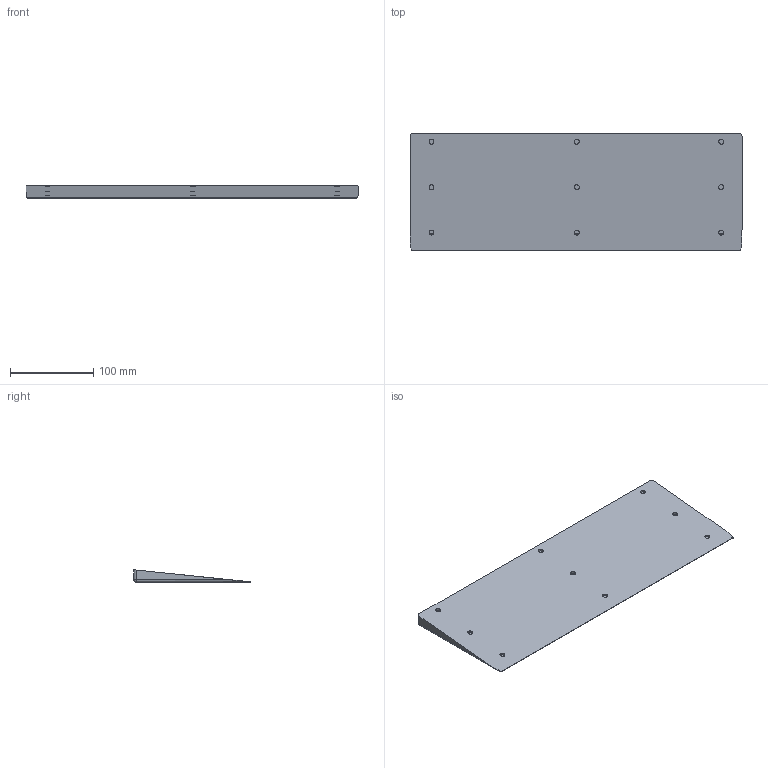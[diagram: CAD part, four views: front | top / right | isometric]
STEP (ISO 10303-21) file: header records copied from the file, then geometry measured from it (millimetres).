
FILE_DESCRIPTION(/* description */ (''),/* implementation_level */ '2;1');
FILE_NAME(/* name */ 'keyboard_stand.step',/* time_stamp */ '2025-07-02T11:52:37+02:00',/* author */ (''),/* organization */ (''),/* preprocessor_version */ 'ST-DEVELOPER v20.1',/* originating_system */ 'Autodesk Translation Framework v14.4.0.0',/* authorisation */ '');
FILE_SCHEMA (('AUTOMOTIVE_DESIGN { 1 0 10303 214 3 1 1 }'));
Length unit declared in the file: millimetre
Products named in the file (1): (Unsaved)
Bounding box: 400 x 140.74 x 15 mm (x, y, z)
Volume: 432480.2 mm3; surface area: 120750.7 mm2
Topology: 1 solids, 1 shells, 35 faces, 69 edges, 44 vertices
Faces by surface type: plane 17, cylinder 16, sphere 2
Full cylindrical faces by diameter (mm): 6 x9, 10 x2
Entity records: 949 total; most frequent: DIRECTION 181, CARTESIAN_POINT 149, ORIENTED_EDGE 138, AXIS2_PLACEMENT_3D 76, EDGE_CURVE 69, EDGE_LOOP 49, VERTEX_POINT 44, FACE_OUTER_BOUND 35
